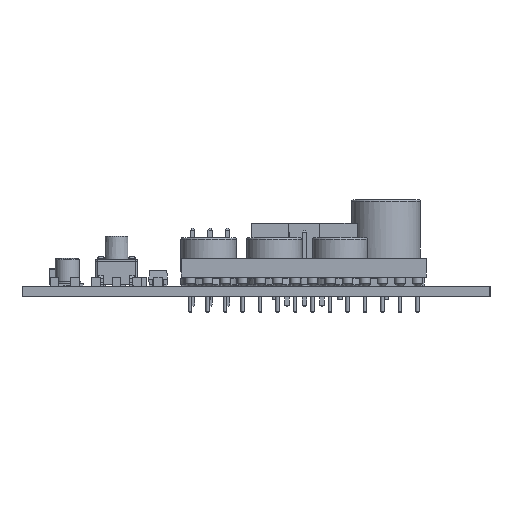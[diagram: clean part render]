
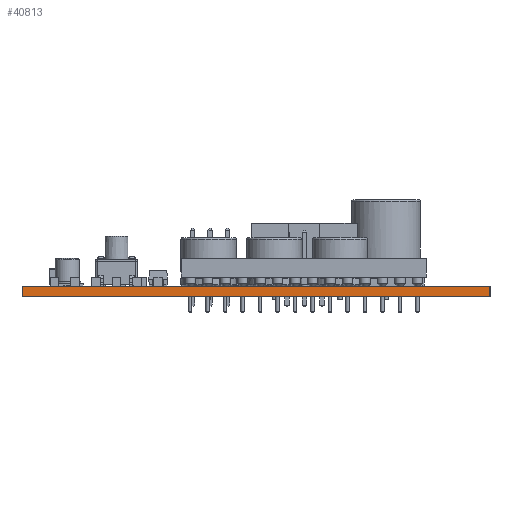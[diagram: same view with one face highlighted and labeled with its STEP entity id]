
A CAD part, left-side view. The second image highlights one B-rep face of the part: STEP entity #40813.
In plain terms, the highlighted planar face has unit normal (-1, 0, 0).
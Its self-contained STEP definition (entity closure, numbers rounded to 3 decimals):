
#40757 = VERTEX_POINT('',#40758);
#40758 = CARTESIAN_POINT('',(116.,-138.5,1.51));
#40764 = EDGE_CURVE('',#40765,#40757,#40767,.T.);
#40765 = VERTEX_POINT('',#40766);
#40766 = CARTESIAN_POINT('',(116.,-138.5,0.));
#40767 = LINE('',#40768,#40769);
#40768 = CARTESIAN_POINT('',(116.,-138.5,0.));
#40769 = VECTOR('',#40770,1.);
#40770 = DIRECTION('',(0.,0.,1.));
#40813 = ADVANCED_FACE('',(#40814),#40839,.T.);
#40814 = FACE_BOUND('',#40815,.T.);
#40815 = EDGE_LOOP('',(#40816,#40817,#40825,#40833));
#40816 = ORIENTED_EDGE('',*,*,#40764,.T.);
#40817 = ORIENTED_EDGE('',*,*,#40818,.T.);
#40818 = EDGE_CURVE('',#40757,#40819,#40821,.T.);
#40819 = VERTEX_POINT('',#40820);
#40820 = CARTESIAN_POINT('',(116.,-70.5,1.51));
#40821 = LINE('',#40822,#40823);
#40822 = CARTESIAN_POINT('',(116.,-138.5,1.51));
#40823 = VECTOR('',#40824,1.);
#40824 = DIRECTION('',(0.,1.,0.));
#40825 = ORIENTED_EDGE('',*,*,#40826,.F.);
#40826 = EDGE_CURVE('',#40827,#40819,#40829,.T.);
#40827 = VERTEX_POINT('',#40828);
#40828 = CARTESIAN_POINT('',(116.,-70.5,0.));
#40829 = LINE('',#40830,#40831);
#40830 = CARTESIAN_POINT('',(116.,-70.5,0.));
#40831 = VECTOR('',#40832,1.);
#40832 = DIRECTION('',(0.,0.,1.));
#40833 = ORIENTED_EDGE('',*,*,#40834,.F.);
#40834 = EDGE_CURVE('',#40765,#40827,#40835,.T.);
#40835 = LINE('',#40836,#40837);
#40836 = CARTESIAN_POINT('',(116.,-138.5,0.));
#40837 = VECTOR('',#40838,1.);
#40838 = DIRECTION('',(0.,1.,0.));
#40839 = PLANE('',#40840);
#40840 = AXIS2_PLACEMENT_3D('',#40841,#40842,#40843);
#40841 = CARTESIAN_POINT('',(116.,-138.5,0.));
#40842 = DIRECTION('',(-1.,0.,0.));
#40843 = DIRECTION('',(0.,1.,0.));
